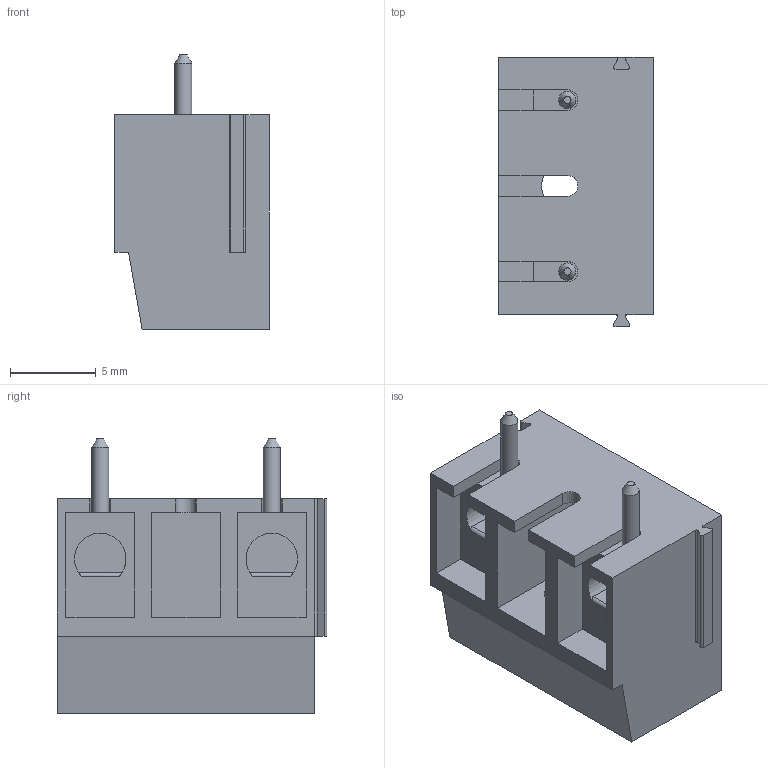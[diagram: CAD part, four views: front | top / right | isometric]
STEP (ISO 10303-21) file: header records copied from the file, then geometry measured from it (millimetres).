
FILE_DESCRIPTION( ( 'STEP AP214' ), '1' );
FILE_NAME( 'MVE162-10-V.stp', ' ', ( ' ' ), ( ' ' ), 'PSStep 14.0', 'VISI 19.0', ' ' );
FILE_SCHEMA( ( 'AUTOMOTIVE_DESIGN { 1 0 10303 214 1 1 1 1 }' ) );
Length unit declared in the file: millimetre
Products named in the file (1): 1
Bounding box: 9 x 15.7 x 16 mm (x, y, z)
Volume: 1106.2 mm3; surface area: 1437.9 mm2
Topology: 1 solids, 1 shells, 89 faces, 230 edges, 152 vertices
Faces by surface type: plane 63, cylinder 24, cone 2
Full cylindrical faces by diameter (mm): 1 x2, 3 x1, 3.7 x3
Entity records: 3377 total; most frequent: CARTESIAN_POINT 476, DIRECTION 446, ORIENTED_EDGE 436, EDGE_CURVE 218, LINE 162, VECTOR 162, VERTEX_POINT 148, AXIS2_PLACEMENT_3D 142
